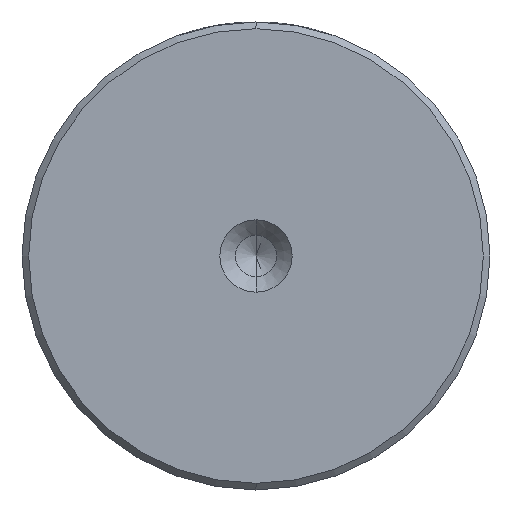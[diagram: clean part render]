
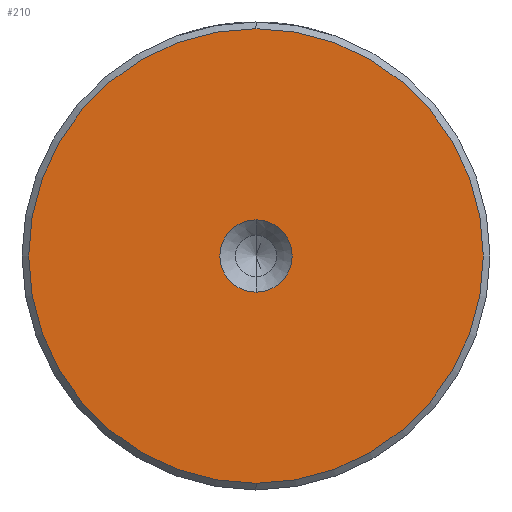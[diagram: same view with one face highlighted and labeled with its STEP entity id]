
A CAD part, left-side view. The second image highlights one B-rep face of the part: STEP entity #210.
In plain terms, the highlighted planar face has unit normal (-1, 0, 0).
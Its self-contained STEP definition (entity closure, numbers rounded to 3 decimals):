
#67 = CARTESIAN_POINT ( 'NONE',  ( 0., 0., -2.7 ) ) ;
#210 = ADVANCED_FACE ( 'NONE', ( #1735, #260 ), #775, .T. ) ;
#260 = FACE_BOUND ( 'NONE', #423, .T. ) ;
#277 = VERTEX_POINT ( 'NONE', #1552 ) ;
#337 = AXIS2_PLACEMENT_3D ( 'NONE', #490, #1782, #1425 ) ;
#406 = CARTESIAN_POINT ( 'NONE',  ( 0., 0., 0. ) ) ;
#423 = EDGE_LOOP ( 'NONE', ( #2264, #1674 ) ) ;
#441 = DIRECTION ( 'NONE',  ( 0., 0., 1. ) ) ;
#450 = AXIS2_PLACEMENT_3D ( 'NONE', #406, #1692, #568 ) ;
#490 = CARTESIAN_POINT ( 'NONE',  ( 0., 0., 0. ) ) ;
#491 = VERTEX_POINT ( 'NONE', #2090 ) ;
#502 = CIRCLE ( 'NONE', #337, 2.7 ) ;
#568 = DIRECTION ( 'NONE',  ( 0., 0., 1. ) ) ;
#625 = EDGE_CURVE ( 'NONE', #1083, #817, #1456, .T. ) ;
#775 = PLANE ( 'NONE',  #1828 ) ;
#817 = VERTEX_POINT ( 'NONE', #1217 ) ;
#832 = EDGE_CURVE ( 'NONE', #817, #1083, #502, .T. ) ;
#921 = DIRECTION ( 'NONE',  ( -1., 0., 0. ) ) ;
#967 = CARTESIAN_POINT ( 'NONE',  ( 0., 0., 0. ) ) ;
#1015 = DIRECTION ( 'NONE',  ( -1., 0., 0. ) ) ;
#1071 = EDGE_LOOP ( 'NONE', ( #1213, #1430 ) ) ;
#1083 = VERTEX_POINT ( 'NONE', #67 ) ;
#1099 = AXIS2_PLACEMENT_3D ( 'NONE', #2131, #1015, #2319 ) ;
#1168 = CIRCLE ( 'NONE', #1099, 17. ) ;
#1210 = EDGE_CURVE ( 'NONE', #277, #491, #1264, .T. ) ;
#1213 = ORIENTED_EDGE ( 'NONE', *, *, #1210, .T. ) ;
#1217 = CARTESIAN_POINT ( 'NONE',  ( 0., 0., 2.7 ) ) ;
#1264 = CIRCLE ( 'NONE', #450, 17. ) ;
#1372 = AXIS2_PLACEMENT_3D ( 'NONE', #2045, #921, #2223 ) ;
#1425 = DIRECTION ( 'NONE',  ( 0., 0., 1. ) ) ;
#1430 = ORIENTED_EDGE ( 'NONE', *, *, #1825, .T. ) ;
#1456 = CIRCLE ( 'NONE', #1372, 2.7 ) ;
#1535 = DIRECTION ( 'NONE',  ( -1., 0., 0. ) ) ;
#1552 = CARTESIAN_POINT ( 'NONE',  ( 0., 0., -17. ) ) ;
#1674 = ORIENTED_EDGE ( 'NONE', *, *, #625, .F. ) ;
#1692 = DIRECTION ( 'NONE',  ( -1., 0., 0. ) ) ;
#1735 = FACE_OUTER_BOUND ( 'NONE', #1071, .T. ) ;
#1782 = DIRECTION ( 'NONE',  ( -1., 0., 0. ) ) ;
#1825 = EDGE_CURVE ( 'NONE', #491, #277, #1168, .T. ) ;
#1828 = AXIS2_PLACEMENT_3D ( 'NONE', #967, #1535, #441 ) ;
#2045 = CARTESIAN_POINT ( 'NONE',  ( 0., 0., 0. ) ) ;
#2090 = CARTESIAN_POINT ( 'NONE',  ( 0., 0., 17. ) ) ;
#2131 = CARTESIAN_POINT ( 'NONE',  ( 0., 0., 0. ) ) ;
#2223 = DIRECTION ( 'NONE',  ( 0., 0., 1. ) ) ;
#2264 = ORIENTED_EDGE ( 'NONE', *, *, #832, .F. ) ;
#2319 = DIRECTION ( 'NONE',  ( 0., 0., 1. ) ) ;
